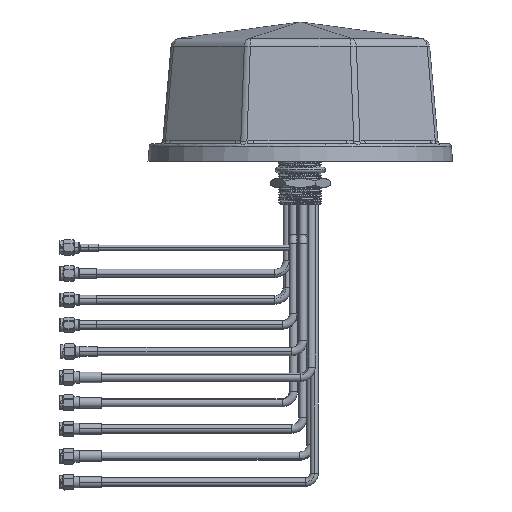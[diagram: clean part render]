
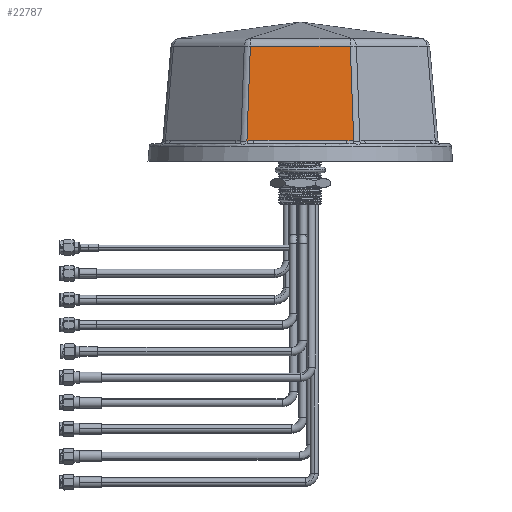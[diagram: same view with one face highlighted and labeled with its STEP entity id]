
A CAD part, top view. The second image highlights one B-rep face of the part: STEP entity #22787.
In plain terms, the highlighted planar face has unit normal (0, 0.087, 0.996).
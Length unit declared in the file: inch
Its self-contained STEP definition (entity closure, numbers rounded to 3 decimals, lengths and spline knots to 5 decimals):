
#192 = VERTEX_POINT ( 'NONE', #35219 ) ;
#1598 = LINE ( 'NONE', #23236, #35418 ) ;
#1698 = CARTESIAN_POINT ( 'NONE',  ( -0.35031, 0.46562, 3.1091 ) ) ;
#2170 = CARTESIAN_POINT ( 'NONE',  ( 1.20698, 0.45504, 3.11002 ) ) ;
#2492 = CARTESIAN_POINT ( 'NONE',  ( 1.05094, 0.46562, 3.1091 ) ) ;
#2561 = PLANE ( 'NONE',  #32563 ) ;
#2951 = DIRECTION ( 'NONE',  ( 0., -0.996, 0.087 ) ) ;
#5032 = CARTESIAN_POINT ( 'NONE',  ( 1.12013, 0.4656, 3.10911 ) ) ;
#5446 = ORIENTED_EDGE ( 'NONE', *, *, #15507, .F. ) ;
#5554 = CARTESIAN_POINT ( 'NONE',  ( 1.5748, 0., 3.14961 ) ) ;
#5865 = ORIENTED_EDGE ( 'NONE', *, *, #13954, .T. ) ;
#6598 = EDGE_CURVE ( 'NONE', #38016, #29460, #18006, .T. ) ;
#6925 = VERTEX_POINT ( 'NONE', #2170 ) ;
#7085 = CARTESIAN_POINT ( 'NONE',  ( 1.20698, 0.45504, 3.11002 ) ) ;
#8298 = VERTEX_POINT ( 'NONE', #38691 ) ;
#8894 = EDGE_CURVE ( 'NONE', #6925, #8298, #35586, .T. ) ;
#10633 = CARTESIAN_POINT ( 'NONE',  ( -1.17238, 0.46036, 3.10953 ) ) ;
#10694 = CARTESIAN_POINT ( 'NONE',  ( -1.05094, 0.46562, 3.1091 ) ) ;
#10992 = EDGE_LOOP ( 'NONE', ( #5865, #5446, #33230, #35100, #28838, #14133 ) ) ;
#11289 = CARTESIAN_POINT ( 'NONE',  ( 0.35031, 0.46562, 3.1091 ) ) ;
#11819 = CARTESIAN_POINT ( 'NONE',  ( -1.20698, 0.45504, 3.11002 ) ) ;
#12017 = CARTESIAN_POINT ( 'NONE',  ( -1.12972, 2.59901, 2.92351 ) ) ;
#13954 = EDGE_CURVE ( 'NONE', #6925, #192, #33411, .T. ) ;
#14133 = ORIENTED_EDGE ( 'NONE', *, *, #8894, .F. ) ;
#14316 = CARTESIAN_POINT ( 'NONE',  ( -1.20698, 0.45504, 3.11002 ) ) ;
#14969 = FACE_OUTER_BOUND ( 'NONE', #10992, .T. ) ;
#15507 = EDGE_CURVE ( 'NONE', #29460, #192, #1598, .T. ) ;
#16652 = CARTESIAN_POINT ( 'NONE',  ( -1.05094, 0.46562, 3.1091 ) ) ;
#16887 = CARTESIAN_POINT ( 'NONE',  ( 1.15548, 1.88435, 2.98568 ) ) ;
#17248 = CARTESIAN_POINT ( 'NONE',  ( 1.05094, 0.46562, 3.1091 ) ) ;
#17769 = DIRECTION ( 'NONE',  ( 0., -0.087, -0.996 ) ) ;
#17909 = B_SPLINE_CURVE_WITH_KNOTS ( 'NONE', 3,
 ( #2492, #11289, #1698, #38848 ),
 .UNSPECIFIED., .F., .F.,
 ( 4, 4 ),
 ( 0., 1. ),
 .UNSPECIFIED. ) ;
#18006 = B_SPLINE_CURVE_WITH_KNOTS ( 'NONE', 3,
 ( #11819, #39380, #29687, #12017 ),
 .UNSPECIFIED., .F., .F.,
 ( 4, 4 ),
 ( 0., 1. ),
 .UNSPECIFIED. ) ;
#19144 = VERTEX_POINT ( 'NONE', #10694 ) ;
#19167 = EDGE_CURVE ( 'NONE', #8298, #19144, #17909, .T. ) ;
#19307 = CARTESIAN_POINT ( 'NONE',  ( 1.12972, 2.59901, 2.92351 ) ) ;
#20259 = CARTESIAN_POINT ( 'NONE',  ( 1.20698, 0.45504, 3.11002 ) ) ;
#22787 = ADVANCED_FACE ( 'NONE', ( #14969 ), #2561, .F. ) ;
#22875 = CARTESIAN_POINT ( 'NONE',  ( -1.20698, 0.45504, 3.11002 ) ) ;
#23236 = CARTESIAN_POINT ( 'NONE',  ( -1.12972, 2.59901, 2.92351 ) ) ;
#23840 = DIRECTION ( 'NONE',  ( 1., 0., 0. ) ) ;
#25343 = CARTESIAN_POINT ( 'NONE',  ( 1.18123, 1.1697, 3.04785 ) ) ;
#27647 = EDGE_CURVE ( 'NONE', #19144, #38016, #29458, .T. ) ;
#28838 = ORIENTED_EDGE ( 'NONE', *, *, #19167, .F. ) ;
#29458 = B_SPLINE_CURVE_WITH_KNOTS ( 'NONE', 3,
 ( #16652, #38193, #10633, #22875 ),
 .UNSPECIFIED., .F., .F.,
 ( 4, 4 ),
 ( 0., 1. ),
 .UNSPECIFIED. ) ;
#29460 = VERTEX_POINT ( 'NONE', #35923 ) ;
#29687 = CARTESIAN_POINT ( 'NONE',  ( -1.15548, 1.88435, 2.98568 ) ) ;
#32547 = CARTESIAN_POINT ( 'NONE',  ( 1.17234, 0.46036, 3.10952 ) ) ;
#32563 = AXIS2_PLACEMENT_3D ( 'NONE', #5554, #17769, #2951 ) ;
#33230 = ORIENTED_EDGE ( 'NONE', *, *, #6598, .F. ) ;
#33411 = B_SPLINE_CURVE_WITH_KNOTS ( 'NONE', 3,
 ( #7085, #25343, #16887, #19307 ),
 .UNSPECIFIED., .F., .F.,
 ( 4, 4 ),
 ( 0., 1. ),
 .UNSPECIFIED. ) ;
#35100 = ORIENTED_EDGE ( 'NONE', *, *, #27647, .F. ) ;
#35219 = CARTESIAN_POINT ( 'NONE',  ( 1.12972, 2.59901, 2.92351 ) ) ;
#35418 = VECTOR ( 'NONE', #23840, 39.37008 ) ;
#35586 = B_SPLINE_CURVE_WITH_KNOTS ( 'NONE', 3,
 ( #20259, #32547, #5032, #17248 ),
 .UNSPECIFIED., .F., .F.,
 ( 4, 4 ),
 ( 0., 1. ),
 .UNSPECIFIED. ) ;
#35923 = CARTESIAN_POINT ( 'NONE',  ( -1.12972, 2.59901, 2.92351 ) ) ;
#38016 = VERTEX_POINT ( 'NONE', #14316 ) ;
#38193 = CARTESIAN_POINT ( 'NONE',  ( -1.12017, 0.4656, 3.10911 ) ) ;
#38691 = CARTESIAN_POINT ( 'NONE',  ( 1.05094, 0.46562, 3.1091 ) ) ;
#38848 = CARTESIAN_POINT ( 'NONE',  ( -1.05094, 0.46562, 3.1091 ) ) ;
#39380 = CARTESIAN_POINT ( 'NONE',  ( -1.18123, 1.1697, 3.04785 ) ) ;
